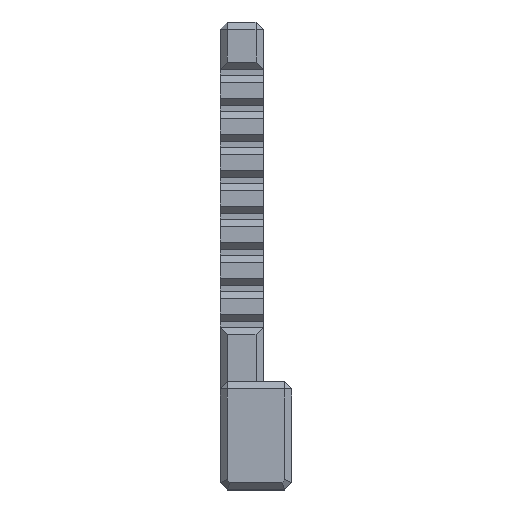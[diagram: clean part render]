
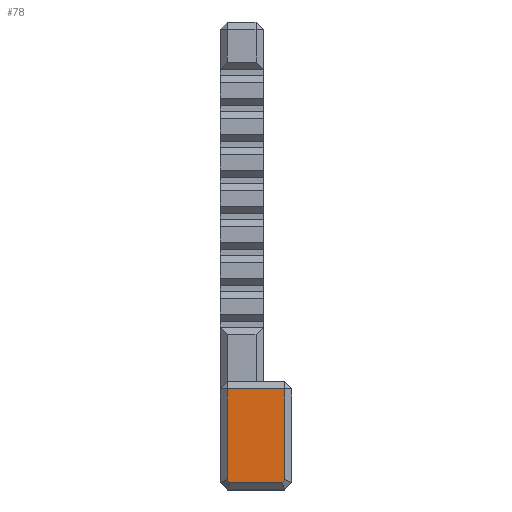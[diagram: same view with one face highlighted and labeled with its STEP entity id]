
A CAD part, top view. The second image highlights one B-rep face of the part: STEP entity #78.
In plain terms, the highlighted planar face has unit normal (0, 0, 1).
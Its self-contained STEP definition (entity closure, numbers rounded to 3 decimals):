
#78=ADVANCED_FACE('',(#395),#397,.T.);
#395=FACE_BOUND('',#396,.T.);
#396=EDGE_LOOP('',(#1570,#1571,#1572,#1573,#1574,#1575));
#397=PLANE('',#398);
#398=AXIS2_PLACEMENT_3D('',#399,#400,#401);
#399=CARTESIAN_POINT('',(6.,-15.,6.));
#400=DIRECTION('',(0.,0.,1.));
#401=DIRECTION('',(0.707,0.707,0.));
#1570=ORIENTED_EDGE('',*,*,#2295,.T.);
#1571=ORIENTED_EDGE('',*,*,#2296,.T.);
#1572=ORIENTED_EDGE('',*,*,#2297,.T.);
#1573=ORIENTED_EDGE('',*,*,#2298,.T.);
#1574=ORIENTED_EDGE('',*,*,#2299,.T.);
#1575=ORIENTED_EDGE('',*,*,#2300,.T.);
#2295=EDGE_CURVE('',#2799,#2800,#2801,.T.);
#2296=EDGE_CURVE('',#2800,#2802,#2803,.T.);
#2297=EDGE_CURVE('',#2802,#2804,#2805,.T.);
#2298=EDGE_CURVE('',#2804,#2806,#2807,.T.);
#2299=EDGE_CURVE('',#2806,#2808,#2809,.T.);
#2300=EDGE_CURVE('',#2808,#2799,#2810,.T.);
#2799=VERTEX_POINT('',#3688);
#2800=VERTEX_POINT('',#3689);
#2801=LINE('',#3690,#3691);
#2802=VERTEX_POINT('',#3693);
#2803=LINE('',#3694,#3695);
#2804=VERTEX_POINT('',#3697);
#2805=LINE('',#3698,#3699);
#2806=VERTEX_POINT('',#3701);
#2807=LINE('',#3702,#3703);
#2808=VERTEX_POINT('',#3705);
#2809=LINE('',#3706,#3707);
#2810=LINE('',#3709,#3710);
#3688=CARTESIAN_POINT('',(6.,-13.586,6.));
#3689=CARTESIAN_POINT('',(6.,-1.,6.));
#3690=CARTESIAN_POINT('',(6.,-13.586,6.));
#3691=VECTOR('',#3692,1.);
#3692=DIRECTION('',(0.,1.,0.));
#3693=CARTESIAN_POINT('',(-2.,-1.,6.));
#3694=CARTESIAN_POINT('',(6.,-1.,6.));
#3695=VECTOR('',#3696,1.);
#3696=DIRECTION('',(-1.,0.,0.));
#3697=CARTESIAN_POINT('',(-2.,-13.586,6.));
#3698=CARTESIAN_POINT('',(-2.,-1.,6.));
#3699=VECTOR('',#3700,1.);
#3700=DIRECTION('',(0.,-1.,0.));
#3701=CARTESIAN_POINT('',(-1.586,-14.,6.));
#3702=CARTESIAN_POINT('',(-2.,-13.586,6.));
#3703=VECTOR('',#3704,1.);
#3704=DIRECTION('',(0.707,-0.707,0.));
#3705=CARTESIAN_POINT('',(5.586,-14.,6.));
#3706=CARTESIAN_POINT('',(-1.586,-14.,6.));
#3707=VECTOR('',#3708,1.);
#3708=DIRECTION('',(1.,0.,0.));
#3709=CARTESIAN_POINT('',(5.586,-14.,6.));
#3710=VECTOR('',#3711,1.);
#3711=DIRECTION('',(0.707,0.707,0.));
